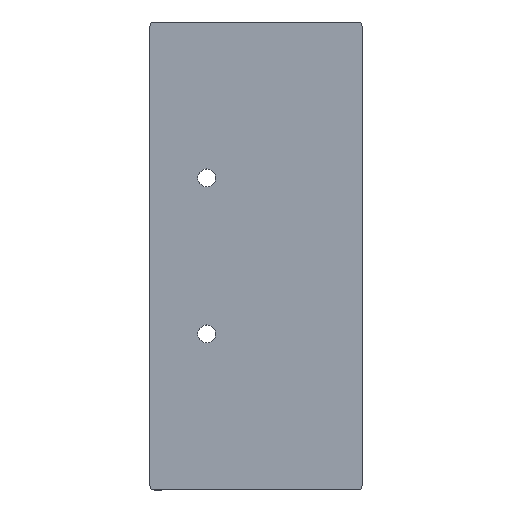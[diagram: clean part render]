
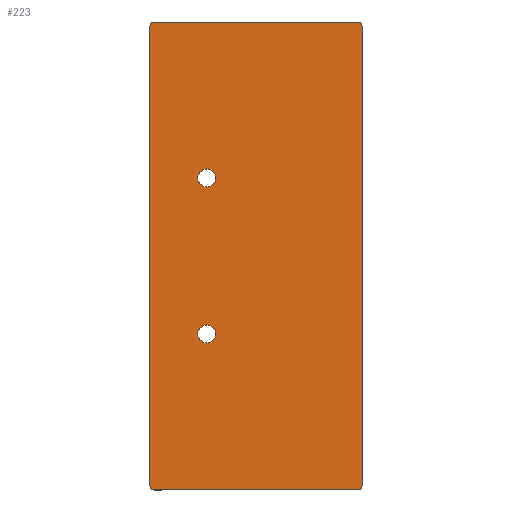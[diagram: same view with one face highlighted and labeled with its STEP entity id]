
A CAD part, top view. The second image highlights one B-rep face of the part: STEP entity #223.
In plain terms, the highlighted planar face has unit normal (0, 0, 1).
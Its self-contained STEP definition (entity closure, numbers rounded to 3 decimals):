
#17=FACE_BOUND('',#46,.T.);
#18=FACE_BOUND('',#47,.T.);
#22=PLANE('',#258);
#31=FACE_OUTER_BOUND('',#45,.T.);
#45=EDGE_LOOP('',(#181,#182,#183,#184,#185,#186,#187,#188));
#46=EDGE_LOOP('',(#189));
#47=EDGE_LOOP('',(#190));
#59=LINE('',#365,#77);
#64=LINE('',#379,#82);
#66=LINE('',#383,#84);
#67=LINE('',#385,#85);
#77=VECTOR('',#295,10.);
#82=VECTOR('',#310,10.);
#84=VECTOR('',#314,10.);
#85=VECTOR('',#317,10.);
#89=CIRCLE('',#244,0.5);
#96=CIRCLE('',#254,0.5);
#97=CIRCLE('',#256,0.5);
#98=CIRCLE('',#259,0.5);
#99=CIRCLE('',#260,1.1);
#100=CIRCLE('',#261,1.1);
#101=VERTEX_POINT('',#337);
#102=VERTEX_POINT('',#338);
#113=VERTEX_POINT('',#364);
#114=VERTEX_POINT('',#368);
#115=VERTEX_POINT('',#372);
#116=VERTEX_POINT('',#374);
#117=VERTEX_POINT('',#378);
#118=VERTEX_POINT('',#382);
#119=VERTEX_POINT('',#386);
#120=VERTEX_POINT('',#388);
#121=EDGE_CURVE('',#101,#102,#89,.T.);
#134=EDGE_CURVE('',#102,#113,#59,.T.);
#136=EDGE_CURVE('',#113,#114,#96,.T.);
#139=EDGE_CURVE('',#115,#116,#97,.T.);
#141=EDGE_CURVE('',#116,#117,#64,.T.);
#143=EDGE_CURVE('',#101,#118,#66,.T.);
#144=EDGE_CURVE('',#117,#118,#98,.T.);
#145=EDGE_CURVE('',#114,#115,#67,.T.);
#146=EDGE_CURVE('',#119,#119,#99,.T.);
#147=EDGE_CURVE('',#120,#120,#100,.T.);
#181=ORIENTED_EDGE('',*,*,#121,.F.);
#182=ORIENTED_EDGE('',*,*,#143,.T.);
#183=ORIENTED_EDGE('',*,*,#144,.F.);
#184=ORIENTED_EDGE('',*,*,#141,.F.);
#185=ORIENTED_EDGE('',*,*,#139,.F.);
#186=ORIENTED_EDGE('',*,*,#145,.F.);
#187=ORIENTED_EDGE('',*,*,#136,.F.);
#188=ORIENTED_EDGE('',*,*,#134,.F.);
#189=ORIENTED_EDGE('',*,*,#146,.F.);
#190=ORIENTED_EDGE('',*,*,#147,.F.);
#223=ADVANCED_FACE('',(#31,#17,#18),#22,.F.);
#244=AXIS2_PLACEMENT_3D('',#339,#271,#272);
#254=AXIS2_PLACEMENT_3D('',#369,#299,#300);
#256=AXIS2_PLACEMENT_3D('',#375,#305,#306);
#258=AXIS2_PLACEMENT_3D('',#381,#312,#313);
#259=AXIS2_PLACEMENT_3D('',#384,#315,#316);
#260=AXIS2_PLACEMENT_3D('',#387,#318,#319);
#261=AXIS2_PLACEMENT_3D('',#389,#320,#321);
#271=DIRECTION('center_axis',(0.,0.,
-1.));
#272=DIRECTION('ref_axis',(-0.707,0.707,0.));
#295=DIRECTION('',(1.,0.,0.));
#299=DIRECTION('center_axis',(0.,0.,
-1.));
#300=DIRECTION('ref_axis',(0.707,0.707,0.));
#305=DIRECTION('center_axis',(0.,0.,
-1.));
#306=DIRECTION('ref_axis',(0.707,-0.707,0.));
#310=DIRECTION('',(-1.,0.,0.));
#312=DIRECTION('center_axis',(0.,0.,
-1.));
#313=DIRECTION('ref_axis',(1.,0.,0.));
#314=DIRECTION('',(0.,-1.,0.));
#315=DIRECTION('center_axis',(0.,0.,
-1.));
#316=DIRECTION('ref_axis',(-0.707,-0.707,0.));
#317=DIRECTION('',(0.,-1.,0.));
#318=DIRECTION('center_axis',(0.,0.,
1.));
#319=DIRECTION('ref_axis',(1.,0.,0.));
#320=DIRECTION('center_axis',(0.,0.,
1.));
#321=DIRECTION('ref_axis',(1.,0.,0.));
#337=CARTESIAN_POINT('',(106.325,-28.463,-1.3));
#338=CARTESIAN_POINT('',(106.825,-27.964,-1.3));
#339=CARTESIAN_POINT('Origin',(106.825,-28.463,-1.3));
#364=CARTESIAN_POINT('',(131.725,-27.963,-1.3));
#365=CARTESIAN_POINT('',(103.8,-27.964,-1.3));
#368=CARTESIAN_POINT('',(132.225,-28.463,-1.3));
#369=CARTESIAN_POINT('Origin',(131.725,-28.463,-1.3));
#372=CARTESIAN_POINT('',(132.225,-84.613,-1.3));
#374=CARTESIAN_POINT('',(131.725,-85.113,-1.3));
#375=CARTESIAN_POINT('Origin',(131.725,-84.613,-1.3));
#378=CARTESIAN_POINT('',(106.825,-85.113,-1.3));
#379=CARTESIAN_POINT('',(122.75,-85.113,-1.3));
#381=CARTESIAN_POINT('Origin',(113.275,-56.539,-1.3));
#382=CARTESIAN_POINT('',(106.325,-84.614,-1.3));
#383=CARTESIAN_POINT('',(106.325,-70.826,-1.3));
#384=CARTESIAN_POINT('Origin',(106.825,-84.614,-1.3));
#385=CARTESIAN_POINT('',(132.225,-42.251,-1.3));
#386=CARTESIAN_POINT('',(112.175,-47.014,-1.3));
#387=CARTESIAN_POINT('Origin',(113.275,-47.014,-1.3));
#388=CARTESIAN_POINT('',(112.175,-66.063,-1.3));
#389=CARTESIAN_POINT('Origin',(113.275,-66.063,-1.3));
